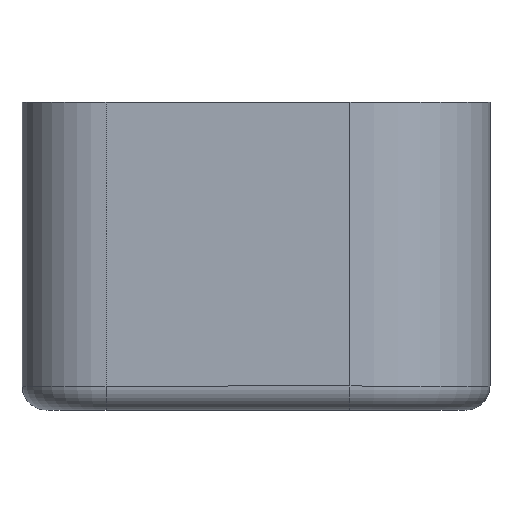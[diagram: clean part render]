
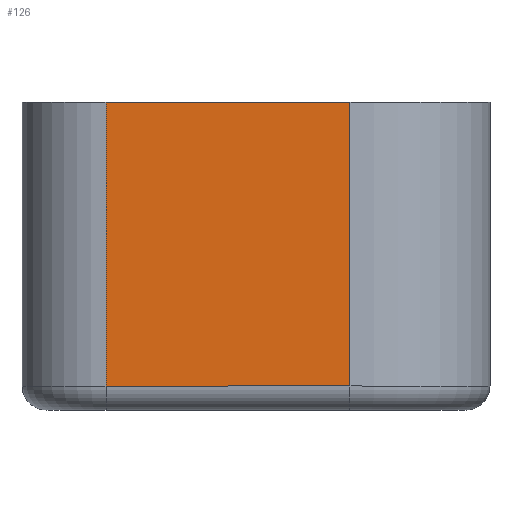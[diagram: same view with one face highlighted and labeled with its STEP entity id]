
A CAD part, left-side view. The second image highlights one B-rep face of the part: STEP entity #126.
In plain terms, the highlighted planar face has unit normal (-1, 0, 0).
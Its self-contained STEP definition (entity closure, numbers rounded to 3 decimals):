
#125 = EDGE_CURVE ( 'NONE', #241, #127, #796, .T. ) ;
#126 = ADVANCED_FACE ( 'NONE', ( #893 ), #789, .F. ) ;
#127 = VERTEX_POINT ( 'NONE', #837 ) ;
#133 = ORIENTED_EDGE ( 'NONE', *, *, #125, .T. ) ;
#135 = EDGE_CURVE ( 'NONE', #238, #241, #824, .T. ) ;
#136 = EDGE_LOOP ( 'NONE', ( #139, #133, #158, #301 ) ) ;
#139 = ORIENTED_EDGE ( 'NONE', *, *, #135, .T. ) ;
#158 = ORIENTED_EDGE ( 'NONE', *, *, #228, .F. ) ;
#228 = EDGE_CURVE ( 'NONE', #244, #127, #920, .T. ) ;
#230 = EDGE_CURVE ( 'NONE', #238, #244, #985, .T. ) ;
#238 = VERTEX_POINT ( 'NONE', #1047 ) ;
#241 = VERTEX_POINT ( 'NONE', #1001 ) ;
#244 = VERTEX_POINT ( 'NONE', #997 ) ;
#301 = ORIENTED_EDGE ( 'NONE', *, *, #230, .F. ) ;
#775 = DIRECTION ( 'NONE',  ( 0., -1., 0. ) ) ;
#789 = PLANE ( 'NONE',  #872 ) ;
#796 = LINE ( 'NONE', #875, #843 ) ;
#821 = DIRECTION ( 'NONE',  ( 1., 0., 0. ) ) ;
#822 = CARTESIAN_POINT ( 'NONE',  ( -14., -2.35, 7.7 ) ) ;
#823 = CARTESIAN_POINT ( 'NONE',  ( -14., 3.75, 7.7 ) ) ;
#824 = LINE ( 'NONE', #823, #863 ) ;
#837 = CARTESIAN_POINT ( 'NONE',  ( -14., -2.35, 0.6 ) ) ;
#843 = VECTOR ( 'NONE', #775, 1000. ) ;
#844 = DIRECTION ( 'NONE',  ( 0., 0., -1. ) ) ;
#862 = DIRECTION ( 'NONE',  ( 0., 0., -1. ) ) ;
#863 = VECTOR ( 'NONE', #862, 1000. ) ;
#872 = AXIS2_PLACEMENT_3D ( 'NONE', #822, #821, #844 ) ;
#875 = CARTESIAN_POINT ( 'NONE',  ( -14., -2.35, 0.6 ) ) ;
#893 = FACE_OUTER_BOUND ( 'NONE', #136, .T. ) ;
#919 = CARTESIAN_POINT ( 'NONE',  ( -14., -2.35, 7.7 ) ) ;
#920 = LINE ( 'NONE', #919, #950 ) ;
#949 = DIRECTION ( 'NONE',  ( 0., 0., -1. ) ) ;
#950 = VECTOR ( 'NONE', #949, 1000. ) ;
#982 = DIRECTION ( 'NONE',  ( 0., -1., 0. ) ) ;
#983 = VECTOR ( 'NONE', #982, 1000. ) ;
#984 = CARTESIAN_POINT ( 'NONE',  ( -14., -2.35, 7.7 ) ) ;
#985 = LINE ( 'NONE', #984, #983 ) ;
#997 = CARTESIAN_POINT ( 'NONE',  ( -14., -2.35, 7.7 ) ) ;
#1001 = CARTESIAN_POINT ( 'NONE',  ( -14., 3.75, 0.6 ) ) ;
#1047 = CARTESIAN_POINT ( 'NONE',  ( -14., 3.75, 7.7 ) ) ;
